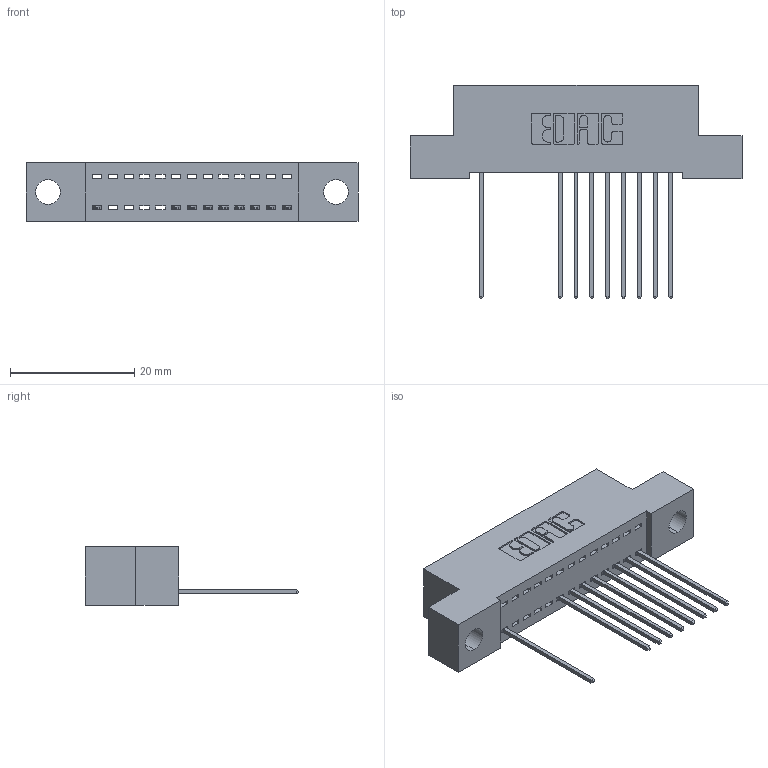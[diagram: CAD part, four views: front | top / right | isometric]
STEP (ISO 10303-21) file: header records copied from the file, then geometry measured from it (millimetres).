
FILE_DESCRIPTION (( 'STEP AP203' ), '1' );
FILE_NAME ('392-013-541-104.STEP', '2018-08-14T23:06:32', ( '' ), ( '' ), 'SwSTEP 2.0', 'SolidWorks 2016', '' );
FILE_SCHEMA (( 'CONFIG_CONTROL_DESIGN' ));
Length unit declared in the file: inch
Products named in the file (3): 342 Part_.156 TH; 345-292-001_345-293-141; 392-013-541-104
Assembly tree (10 placements, depth 2):
  392-013-541-104
    342 Part_.156 TH
    345-292-001_345-293-141  x9
Bounding box: 53.34 x 34.3 x 9.4 mm (x, y, z)
Volume: 4467 mm3; surface area: 5768.7 mm2
Topology: 10 solids, 10 shells, 680 faces, 2051 edges, 1354 vertices
Faces by surface type: plane 492, cylinder 188
Entity records: 11459 total; most frequent: CARTESIAN_POINT 2005, ORIENTED_EDGE 1958, DIRECTION 1745, EDGE_CURVE 979, LINE 851, VECTOR 851, VERTEX_POINT 650, AXIS2_PLACEMENT_3D 447
